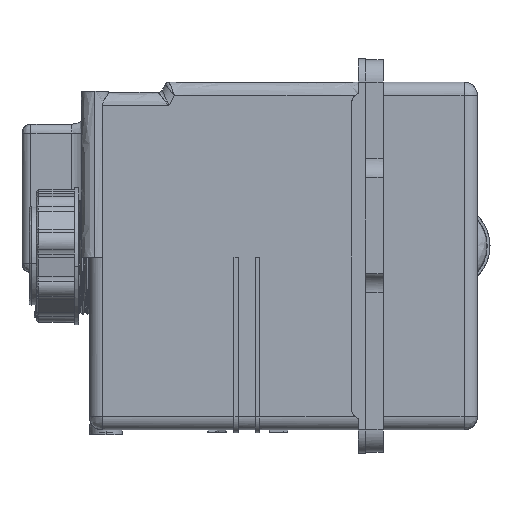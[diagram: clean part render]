
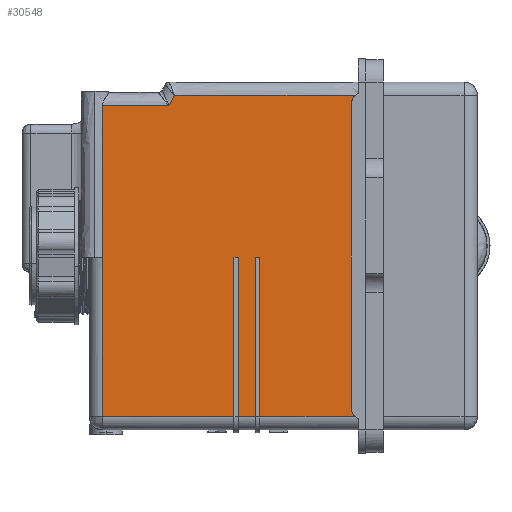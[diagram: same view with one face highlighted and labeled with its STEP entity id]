
A CAD part, left-side view. The second image highlights one B-rep face of the part: STEP entity #30548.
In plain terms, the highlighted free-form (B-spline) face has degree [1, 1] with [2, 2] control points.
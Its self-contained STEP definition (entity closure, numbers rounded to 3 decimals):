
#30548 = ADVANCED_FACE('',(#30549),#30649,.T.);
#30549 = FACE_BOUND('',#30550,.T.);
#30550 = EDGE_LOOP('',(#30551,#30560,#30567,#30574,#30581,#30588,#30595,
    #30602,#30609,#30616,#30623,#30630,#30637,#30644));
#30551 = ORIENTED_EDGE('',*,*,#30552,.T.);
#30552 = EDGE_CURVE('',#30553,#30555,#30557,.T.);
#30553 = VERTEX_POINT('',#30554);
#30554 = CARTESIAN_POINT('',(-41.839,-53.195,
    -109.439));
#30555 = VERTEX_POINT('',#30556);
#30556 = CARTESIAN_POINT('',(-41.839,-50.953,
    -109.439));
#30557 = B_SPLINE_CURVE_WITH_KNOTS('',1,(#30558,#30559),.UNSPECIFIED.,
  .F.,.F.,(2,2),(0.,1.94),.PIECEWISE_BEZIER_KNOTS.);
#30558 = CARTESIAN_POINT('',(-41.839,-53.195,
    -109.439));
#30559 = CARTESIAN_POINT('',(-41.839,-50.953,
    -109.439));
#30560 = ORIENTED_EDGE('',*,*,#30561,.T.);
#30561 = EDGE_CURVE('',#30555,#30562,#30564,.T.);
#30562 = VERTEX_POINT('',#30563);
#30563 = CARTESIAN_POINT('',(-41.839,-50.953,
    -191.881));
#30564 = B_SPLINE_CURVE_WITH_KNOTS('',1,(#30565,#30566),.UNSPECIFIED.,
  .F.,.F.,(2,2),(0.,71.34),.PIECEWISE_BEZIER_KNOTS.);
#30565 = CARTESIAN_POINT('',(-41.839,-50.953,
    -109.439));
#30566 = CARTESIAN_POINT('',(-41.839,-50.953,
    -191.881));
#30567 = ORIENTED_EDGE('',*,*,#30568,.T.);
#30568 = EDGE_CURVE('',#30562,#30569,#30571,.T.);
#30569 = VERTEX_POINT('',#30570);
#30570 = CARTESIAN_POINT('',(-41.839,-42.101,
    -191.881));
#30571 = B_SPLINE_CURVE_WITH_KNOTS('',1,(#30572,#30573),.UNSPECIFIED.,
  .F.,.F.,(2,2),(0.,7.66),.PIECEWISE_BEZIER_KNOTS.);
#30572 = CARTESIAN_POINT('',(-41.839,-50.953,
    -191.881));
#30573 = CARTESIAN_POINT('',(-41.839,-42.101,
    -191.881));
#30574 = ORIENTED_EDGE('',*,*,#30575,.T.);
#30575 = EDGE_CURVE('',#30569,#30576,#30578,.T.);
#30576 = VERTEX_POINT('',#30577);
#30577 = CARTESIAN_POINT('',(-41.839,-42.101,
    -109.439));
#30578 = B_SPLINE_CURVE_WITH_KNOTS('',1,(#30579,#30580),.UNSPECIFIED.,
  .F.,.F.,(2,2),(0.,71.34),.PIECEWISE_BEZIER_KNOTS.);
#30579 = CARTESIAN_POINT('',(-41.839,-42.101,
    -191.881));
#30580 = CARTESIAN_POINT('',(-41.839,-42.101,
    -109.439));
#30581 = ORIENTED_EDGE('',*,*,#30582,.T.);
#30582 = EDGE_CURVE('',#30576,#30583,#30585,.T.);
#30583 = VERTEX_POINT('',#30584);
#30584 = CARTESIAN_POINT('',(-41.839,-39.859,
    -109.439));
#30585 = B_SPLINE_CURVE_WITH_KNOTS('',1,(#30586,#30587),.UNSPECIFIED.,
  .F.,.F.,(2,2),(0.,1.94),.PIECEWISE_BEZIER_KNOTS.);
#30586 = CARTESIAN_POINT('',(-41.839,-42.101,
    -109.439));
#30587 = CARTESIAN_POINT('',(-41.839,-39.859,
    -109.439));
#30588 = ORIENTED_EDGE('',*,*,#30589,.T.);
#30589 = EDGE_CURVE('',#30583,#30590,#30592,.T.);
#30590 = VERTEX_POINT('',#30591);
#30591 = CARTESIAN_POINT('',(-41.839,-39.859,
    -191.881));
#30592 = B_SPLINE_CURVE_WITH_KNOTS('',1,(#30593,#30594),.UNSPECIFIED.,
  .F.,.F.,(2,2),(0.,71.34),.PIECEWISE_BEZIER_KNOTS.);
#30593 = CARTESIAN_POINT('',(-41.839,-39.859,
    -109.439));
#30594 = CARTESIAN_POINT('',(-41.839,-39.859,
    -191.881));
#30595 = ORIENTED_EDGE('',*,*,#30596,.T.);
#30596 = EDGE_CURVE('',#30590,#30597,#30599,.T.);
#30597 = VERTEX_POINT('',#30598);
#30598 = CARTESIAN_POINT('',(-41.839,28.161,
    -191.881));
#30599 = B_SPLINE_CURVE_WITH_KNOTS('',1,(#30600,#30601),.UNSPECIFIED.,
  .F.,.F.,(2,2),(0.,58.86),.PIECEWISE_BEZIER_KNOTS.);
#30600 = CARTESIAN_POINT('',(-41.839,-39.859,
    -191.881));
#30601 = CARTESIAN_POINT('',(-41.839,28.161,
    -191.881));
#30602 = ORIENTED_EDGE('',*,*,#30603,.T.);
#30603 = EDGE_CURVE('',#30597,#30604,#30606,.T.);
#30604 = VERTEX_POINT('',#30605);
#30605 = CARTESIAN_POINT('',(-41.839,28.161,
    -30.857));
#30606 = B_SPLINE_CURVE_WITH_KNOTS('',1,(#30607,#30608),.UNSPECIFIED.,
  .F.,.F.,(2,2),(0.,139.34),.PIECEWISE_BEZIER_KNOTS.);
#30607 = CARTESIAN_POINT('',(-41.839,28.161,
    -191.881));
#30608 = CARTESIAN_POINT('',(-41.839,28.161,
    -30.857));
#30609 = ORIENTED_EDGE('',*,*,#30610,.T.);
#30610 = EDGE_CURVE('',#30604,#30611,#30613,.T.);
#30611 = VERTEX_POINT('',#30612);
#30612 = CARTESIAN_POINT('',(-41.839,-6.15,
    -30.857));
#30613 = B_SPLINE_CURVE_WITH_KNOTS('',1,(#30614,#30615),.UNSPECIFIED.,
  .F.,.F.,(2,2),(0.,29.69),.PIECEWISE_BEZIER_KNOTS.);
#30614 = CARTESIAN_POINT('',(-41.839,28.161,
    -30.857));
#30615 = CARTESIAN_POINT('',(-41.839,-6.15,
    -30.857));
#30616 = ORIENTED_EDGE('',*,*,#30617,.T.);
#30617 = EDGE_CURVE('',#30611,#30618,#30620,.T.);
#30618 = VERTEX_POINT('',#30619);
#30619 = CARTESIAN_POINT('',(-41.839,-9.039,
    -25.471));
#30620 = B_SPLINE_CURVE_WITH_KNOTS('',1,(#30621,#30622),.UNSPECIFIED.,
  .F.,.F.,(2,2),(0.,5.288),.PIECEWISE_BEZIER_KNOTS.);
#30621 = CARTESIAN_POINT('',(-41.839,-6.15,
    -30.857));
#30622 = CARTESIAN_POINT('',(-41.839,-9.039,
    -25.471));
#30623 = ORIENTED_EDGE('',*,*,#30624,.T.);
#30624 = EDGE_CURVE('',#30618,#30625,#30627,.T.);
#30625 = VERTEX_POINT('',#30626);
#30626 = CARTESIAN_POINT('',(-41.839,-104.274,
    -25.471));
#30627 = B_SPLINE_CURVE_WITH_KNOTS('',1,(#30628,#30629),.UNSPECIFIED.,
  .F.,.F.,(2,2),(0.,82.41),.PIECEWISE_BEZIER_KNOTS.);
#30628 = CARTESIAN_POINT('',(-41.839,-9.039,
    -25.471));
#30629 = CARTESIAN_POINT('',(-41.839,-104.274,
    -25.471));
#30630 = ORIENTED_EDGE('',*,*,#30631,.T.);
#30631 = EDGE_CURVE('',#30625,#30632,#30634,.T.);
#30632 = VERTEX_POINT('',#30633);
#30633 = CARTESIAN_POINT('',(-41.839,-104.274,
    -191.881));
#30634 = B_SPLINE_CURVE_WITH_KNOTS('',1,(#30635,#30636),.UNSPECIFIED.,
  .F.,.F.,(2,2),(0.,144.),.PIECEWISE_BEZIER_KNOTS.);
#30635 = CARTESIAN_POINT('',(-41.839,-104.274,
    -25.471));
#30636 = CARTESIAN_POINT('',(-41.839,-104.274,
    -191.881));
#30637 = ORIENTED_EDGE('',*,*,#30638,.T.);
#30638 = EDGE_CURVE('',#30632,#30639,#30641,.T.);
#30639 = VERTEX_POINT('',#30640);
#30640 = CARTESIAN_POINT('',(-41.839,-53.195,
    -191.881));
#30641 = B_SPLINE_CURVE_WITH_KNOTS('',1,(#30642,#30643),.UNSPECIFIED.,
  .F.,.F.,(2,2),(0.,44.2),.PIECEWISE_BEZIER_KNOTS.);
#30642 = CARTESIAN_POINT('',(-41.839,-104.274,
    -191.881));
#30643 = CARTESIAN_POINT('',(-41.839,-53.195,
    -191.881));
#30644 = ORIENTED_EDGE('',*,*,#30645,.T.);
#30645 = EDGE_CURVE('',#30639,#30553,#30646,.T.);
#30646 = B_SPLINE_CURVE_WITH_KNOTS('',1,(#30647,#30648),.UNSPECIFIED.,
  .F.,.F.,(2,2),(0.,71.34),.PIECEWISE_BEZIER_KNOTS.);
#30647 = CARTESIAN_POINT('',(-41.839,-53.195,
    -191.881));
#30648 = CARTESIAN_POINT('',(-41.839,-53.195,
    -109.439));
#30649 = B_SPLINE_SURFACE_WITH_KNOTS('',1,1,(
    (#30650,#30651)
    ,(#30652,#30653
    )),.UNSPECIFIED.,.F.,.F.,.F.,(2,2),(2,2),(0.,1.),(0.,1.),
  .PIECEWISE_BEZIER_KNOTS.);
#30650 = CARTESIAN_POINT('',(-41.839,-104.274,
    -25.471));
#30651 = CARTESIAN_POINT('',(-41.839,28.161,
    -25.471));
#30652 = CARTESIAN_POINT('',(-41.839,-104.274,
    -191.881));
#30653 = CARTESIAN_POINT('',(-41.839,28.161,
    -191.881));
